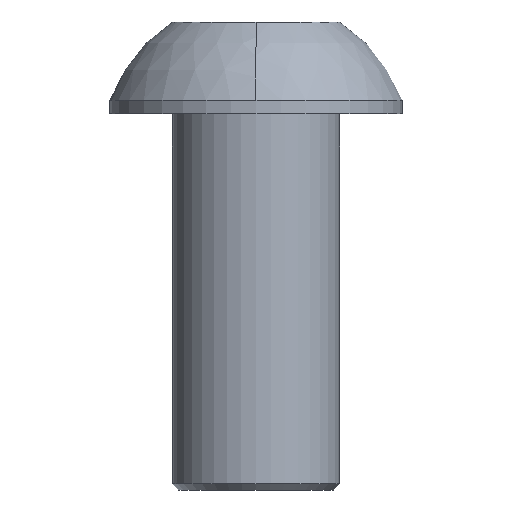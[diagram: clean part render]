
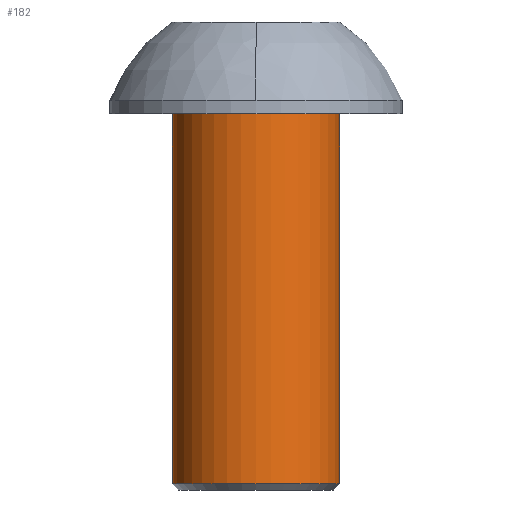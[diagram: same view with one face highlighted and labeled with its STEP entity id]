
A CAD part, front view. The second image highlights one B-rep face of the part: STEP entity #182.
In plain terms, the highlighted cylindrical face has radius 4 mm (diameter 8 mm), a partial arc.
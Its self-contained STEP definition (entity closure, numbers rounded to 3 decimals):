
#4 = VERTEX_POINT ( 'NONE', #584 ) ;
#12 = VERTEX_POINT ( 'NONE', #487 ) ;
#22 = ORIENTED_EDGE ( 'NONE', *, *, #77, .T. ) ;
#52 = EDGE_CURVE ( 'NONE', #644, #4, #281, .T. ) ;
#69 = DIRECTION ( 'NONE',  ( 0., 0., 1. ) ) ;
#77 = EDGE_CURVE ( 'NONE', #644, #12, #297, .T. ) ;
#88 = AXIS2_PLACEMENT_3D ( 'NONE', #759, #189, #254 ) ;
#106 = DIRECTION ( 'NONE',  ( 0., 0., 1. ) ) ;
#130 = LINE ( 'NONE', #378, #786 ) ;
#140 = AXIS2_PLACEMENT_3D ( 'NONE', #361, #106, #615 ) ;
#182 = ADVANCED_FACE ( 'NONE', ( #191 ), #251, .T. ) ;
#189 = DIRECTION ( 'NONE',  ( 0., 0., -1. ) ) ;
#191 = FACE_OUTER_BOUND ( 'NONE', #653, .T. ) ;
#206 = CIRCLE ( 'NONE', #391, 4. ) ;
#233 = EDGE_CURVE ( 'NONE', #4, #760, #130, .T. ) ;
#251 = CYLINDRICAL_SURFACE ( 'NONE', #88, 4. ) ;
#254 = DIRECTION ( 'NONE',  ( -1., 0., 0. ) ) ;
#281 = CIRCLE ( 'NONE', #140, 4. ) ;
#297 = LINE ( 'NONE', #742, #781 ) ;
#361 = CARTESIAN_POINT ( 'NONE',  ( 0., 0., 6.8 ) ) ;
#373 = EDGE_CURVE ( 'NONE', #12, #760, #206, .T. ) ;
#378 = CARTESIAN_POINT ( 'NONE',  ( 4., 0., 18.114 ) ) ;
#391 = AXIS2_PLACEMENT_3D ( 'NONE', #525, #69, #588 ) ;
#466 = ORIENTED_EDGE ( 'NONE', *, *, #233, .F. ) ;
#487 = CARTESIAN_POINT ( 'NONE',  ( -4., 0., -10.9 ) ) ;
#498 = DIRECTION ( 'NONE',  ( 0., 0., -1. ) ) ;
#525 = CARTESIAN_POINT ( 'NONE',  ( 0., 0., -10.9 ) ) ;
#528 = CARTESIAN_POINT ( 'NONE',  ( -4., 0., 6.8 ) ) ;
#584 = CARTESIAN_POINT ( 'NONE',  ( 4., 0., 6.8 ) ) ;
#588 = DIRECTION ( 'NONE',  ( -1., 0., 0. ) ) ;
#615 = DIRECTION ( 'NONE',  ( -1., 0., 0. ) ) ;
#644 = VERTEX_POINT ( 'NONE', #528 ) ;
#653 = EDGE_LOOP ( 'NONE', ( #466, #732, #22, #690 ) ) ;
#671 = CARTESIAN_POINT ( 'NONE',  ( 4., 0., -10.9 ) ) ;
#690 = ORIENTED_EDGE ( 'NONE', *, *, #373, .T. ) ;
#732 = ORIENTED_EDGE ( 'NONE', *, *, #52, .F. ) ;
#742 = CARTESIAN_POINT ( 'NONE',  ( -4., 0., 18.114 ) ) ;
#759 = CARTESIAN_POINT ( 'NONE',  ( 0., 0., 18.114 ) ) ;
#760 = VERTEX_POINT ( 'NONE', #671 ) ;
#781 = VECTOR ( 'NONE', #785, 1000. ) ;
#785 = DIRECTION ( 'NONE',  ( 0., 0., -1. ) ) ;
#786 = VECTOR ( 'NONE', #498, 1000. ) ;
